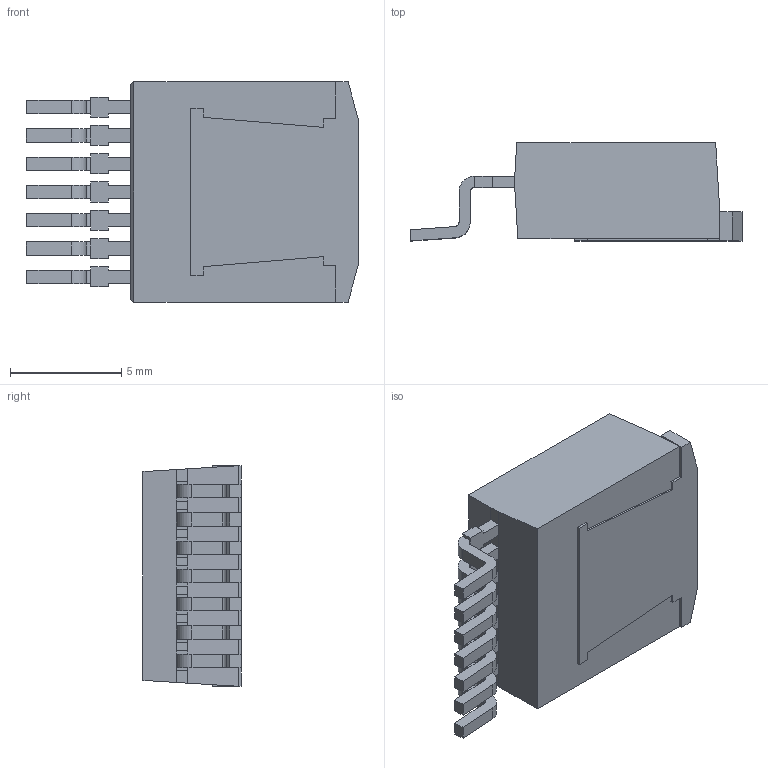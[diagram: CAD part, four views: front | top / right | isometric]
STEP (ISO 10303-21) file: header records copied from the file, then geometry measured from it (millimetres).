
FILE_DESCRIPTION (( 'STEP AP214' ), '1' );
FILE_NAME ('BTS7960B.STEP', '2022-01-25T04:12:31', ( '' ), ( '' ), 'SwSTEP 2.0', 'SolidWorks 2017', '' );
FILE_SCHEMA (( 'AUTOMOTIVE_DESIGN' ));
Length unit declared in the file: millimetre
Products named in the file (1): BTS7960B
Bounding box: 14.9 x 4.4 x 9.9 mm (x, y, z)
Volume: 406.6 mm3; surface area: 613.7 mm2
Topology: 9 solids, 9 shells, 198 faces, 509 edges, 330 vertices
Faces by surface type: plane 168, cylinder 30
Entity records: 6015 total; most frequent: CARTESIAN_POINT 1038, ORIENTED_EDGE 1018, DIRECTION 967, EDGE_CURVE 509, VECTOR 449, LINE 449, VERTEX_POINT 330, AXIS2_PLACEMENT_3D 259
